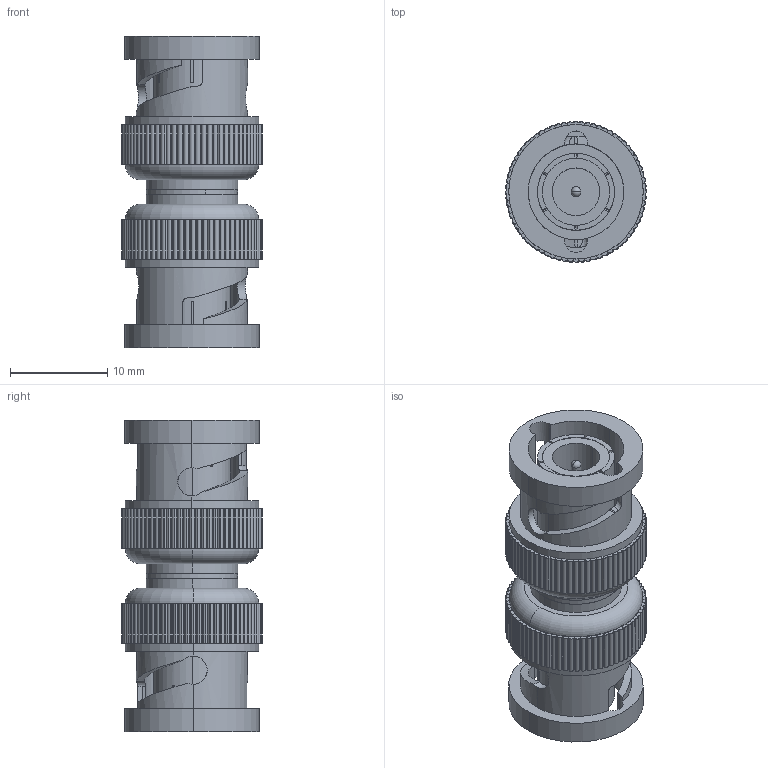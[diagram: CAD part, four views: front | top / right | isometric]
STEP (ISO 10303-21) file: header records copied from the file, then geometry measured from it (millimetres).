
FILE_DESCRIPTION (( 'STEP AP203' ), '1' );
FILE_NAME ('BA100.STEP', '2006-06-23T18:20:41', ( 'lcom' ), ( 'lcom' ), 'SwSTEP 2.0', 'SolidWorks 2006004', '' );
FILE_SCHEMA (( 'CONFIG_CONTROL_DESIGN' ));
Length unit declared in the file: inch
Products named in the file (3): BA100; 3AB03-002_with flange; ba100-ma1
Assembly tree (3 placements, depth 2):
  BA100
    3AB03-002_with flange  x2
    ba100-ma1
Bounding box: 14.48 x 14.48 x 32.11 mm (x, y, z)
Volume: 2908.7 mm3; surface area: 3973.4 mm2
Topology: 3 solids, 3 shells, 680 faces, 1962 edges, 1294 vertices
Faces by surface type: plane 350, cylinder 306, bspline 16, sphere 4, torus 4
Entity records: 12633 total; most frequent: CARTESIAN_POINT 3253, ORIENTED_EDGE 1960, DIRECTION 1860, EDGE_CURVE 980, VERTEX_POINT 647, VECTOR 632, LINE 632, AXIS2_PLACEMENT_3D 614
